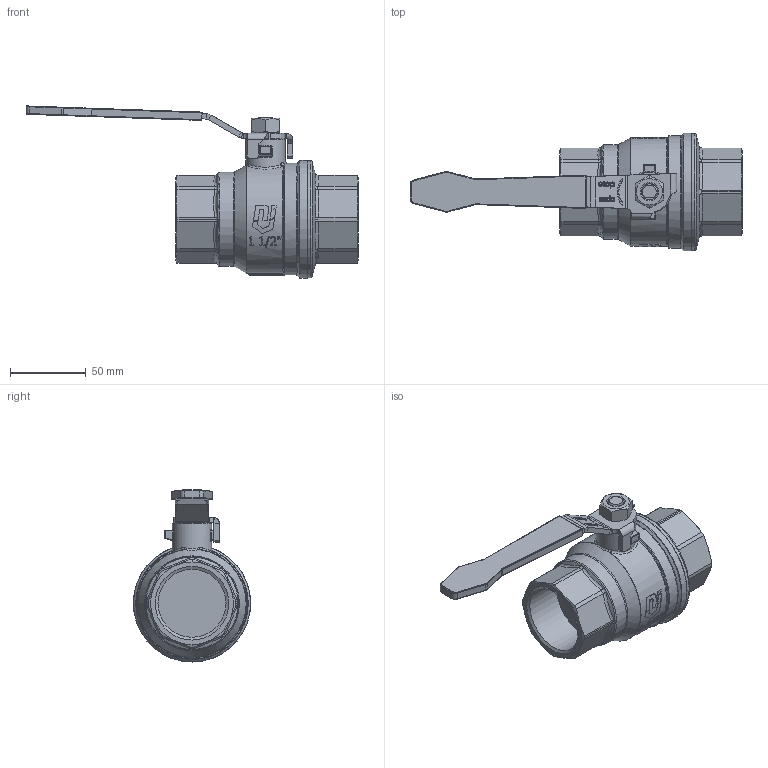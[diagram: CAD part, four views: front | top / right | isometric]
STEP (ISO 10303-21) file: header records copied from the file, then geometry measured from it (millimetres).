
FILE_DESCRIPTION(('HOOPS Exchange Step'),'2;1');
FILE_NAME('GK14_DN40.stp','2025-12-17T15:46:54+01:00',('nieru'),('Unknown organisation'),'HOOPS Exchange 2024.2','HOOPS Exchange','Unknown authorisation');
FILE_SCHEMA( ('AP203_CONFIGURATION_CONTROLLED_3D_DESIGN_OF_MECHANICAL_PARTS_AND_ASSEMBLIES_MIM_LF') );
Length unit declared in the file: millimetre
Products named in the file (2): 0; root
Assembly tree (1 placements, depth 2):
  root
    0
Bounding box: 218.9 x 77.5 x 113.45 mm (x, y, z)
Volume: 337513.1 mm3; surface area: 51277.6 mm2
Topology: 1 solids, 1 shells, 796 faces, 2122 edges, 1353 vertices
Faces by surface type: plane 265, bspline 253, cylinder 166, torus 55, cone 38, sphere 19
Full cylindrical faces by diameter (mm): 26 x1, 44.845 x2, 62 x1, 74 x1, 77 x1, 77.5 x1
Entity records: 32627 total; most frequent: CARTESIAN_POINT 15169, ORIENTED_EDGE 4208, DIRECTION 2562, EDGE_CURVE 2104, VERTEX_POINT 1353, AXIS2_PLACEMENT_3D 980, B_SPLINE_CURVE_WITH_KNOTS 966, EDGE_LOOP 843
